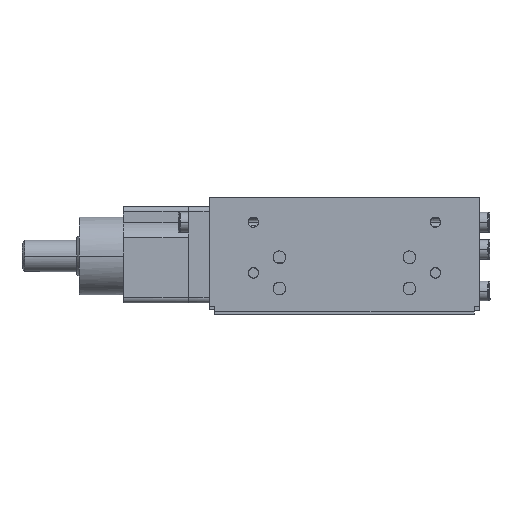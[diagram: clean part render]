
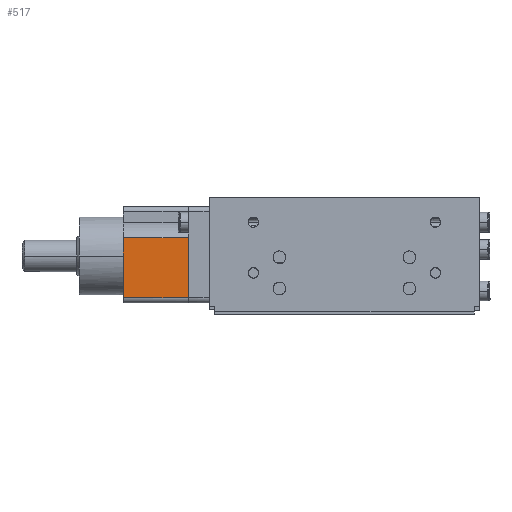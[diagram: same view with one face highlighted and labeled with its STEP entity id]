
A CAD part, left-side view. The second image highlights one B-rep face of the part: STEP entity #517.
In plain terms, the highlighted free-form (B-spline) face has degree [1, 1] with [2, 2] control points.
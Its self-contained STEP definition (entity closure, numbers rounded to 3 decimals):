
#517=ADVANCED_FACE('',(#998),#16190,.T.);
#998=FACE_OUTER_BOUND('',#1504,.T.);
#1504=EDGE_LOOP('',(#2751,#2752,#2753,#2754));
#2751=ORIENTED_EDGE('',*,*,#11723,.T.);
#2752=ORIENTED_EDGE('',*,*,#11724,.T.);
#2753=ORIENTED_EDGE('',*,*,#11708,.F.);
#2754=ORIENTED_EDGE('',*,*,#11725,.T.);
#6005=PCURVE('',#16383,#8434);
#6023=PCURVE('',#16190,#8452);
#6024=PCURVE('',#16190,#8453);
#6025=PCURVE('',#16190,#8454);
#6026=PCURVE('',#16190,#8455);
#6030=PCURVE('',#16387,#8459);
#6066=PCURVE('',#16194,#8495);
#6097=PCURVE('',#16197,#8526);
#8434=DEFINITIONAL_REPRESENTATION('',(#13550),#36450);
#8452=DEFINITIONAL_REPRESENTATION('',(#13576),#36450);
#8453=DEFINITIONAL_REPRESENTATION('',(#13578),#36450);
#8454=DEFINITIONAL_REPRESENTATION('',(#13579),#36450);
#8455=DEFINITIONAL_REPRESENTATION('',(#13581),#36450);
#8459=DEFINITIONAL_REPRESENTATION('',(#13585),#36450);
#8495=DEFINITIONAL_REPRESENTATION('',(#13619),#36450);
#8526=DEFINITIONAL_REPRESENTATION('',(#13648),#36450);
#10472=SURFACE_CURVE('',#13549,(#6005,#6025),.PCURVE_S1.);
#10487=SURFACE_CURVE('',#13575,(#6023,#6030),.PCURVE_S1.);
#10488=SURFACE_CURVE('',#13577,(#6024,#6066),.PCURVE_S1.);
#10489=SURFACE_CURVE('',#13580,(#6026,#6097),.PCURVE_S1.);
#11708=EDGE_CURVE('',#15609,#15612,#10472,.T.);
#11723=EDGE_CURVE('',#15623,#15624,#10487,.T.);
#11724=EDGE_CURVE('',#15624,#15612,#10488,.T.);
#11725=EDGE_CURVE('',#15609,#15623,#10489,.T.);
#13549=B_SPLINE_CURVE_WITH_KNOTS('',1,(#26228,#26229),.UNSPECIFIED.,.F.,
 .F.,(2,2),(-12.5,0.),.UNSPECIFIED.);
#13550=B_SPLINE_CURVE_WITH_KNOTS('',1,(#26230,#26231),.UNSPECIFIED.,.F.,
 .F.,(2,2),(-12.5,0.),.UNSPECIFIED.);
#13575=B_SPLINE_CURVE_WITH_KNOTS('',1,(#26301,#26302),.UNSPECIFIED.,.F.,
 .F.,(2,2),(-12.5,0.),.UNSPECIFIED.);
#13576=B_SPLINE_CURVE_WITH_KNOTS('',1,(#26303,#26304),.UNSPECIFIED.,.F.,
 .F.,(2,2),(-12.5,0.),.UNSPECIFIED.);
#13577=B_SPLINE_CURVE_WITH_KNOTS('',1,(#26305,#26306),.UNSPECIFIED.,.F.,
 .F.,(2,2),(-11.5,0.),.UNSPECIFIED.);
#13578=B_SPLINE_CURVE_WITH_KNOTS('',1,(#26307,#26308),.UNSPECIFIED.,.F.,
 .F.,(2,2),(-11.5,0.),.UNSPECIFIED.);
#13579=B_SPLINE_CURVE_WITH_KNOTS('',1,(#26309,#26310),.UNSPECIFIED.,.F.,
 .F.,(2,2),(-12.5,0.),.UNSPECIFIED.);
#13580=B_SPLINE_CURVE_WITH_KNOTS('',1,(#26311,#26312),.UNSPECIFIED.,.F.,
 .F.,(2,2),(0.,11.5),.UNSPECIFIED.);
#13581=B_SPLINE_CURVE_WITH_KNOTS('',1,(#26313,#26314),.UNSPECIFIED.,.F.,
 .F.,(2,2),(0.,11.5),.UNSPECIFIED.);
#13585=B_SPLINE_CURVE_WITH_KNOTS('',1,(#26327,#26328),.UNSPECIFIED.,.F.,
 .F.,(2,2),(-12.5,0.),.UNSPECIFIED.);
#13619=B_SPLINE_CURVE_WITH_KNOTS('',1,(#26475,#26476),.UNSPECIFIED.,.F.,
 .F.,(2,2),(-11.5,0.),.UNSPECIFIED.);
#13648=B_SPLINE_CURVE_WITH_KNOTS('',1,(#26589,#26590),.UNSPECIFIED.,.F.,
 .F.,(2,2),(0.,11.5),.UNSPECIFIED.);
#15609=VERTEX_POINT('',#25440);
#15612=VERTEX_POINT('',#25443);
#15623=VERTEX_POINT('',#25454);
#15624=VERTEX_POINT('',#25455);
#16190=B_SPLINE_SURFACE_WITH_KNOTS('',1,1,((#22752,#22753),(#22754,#22755)),
 .UNSPECIFIED.,.F.,.F.,.F.,(2,2),(2,2),(-18.77,-4.73),(-1.37,
13.87),.UNSPECIFIED.);
#16194=B_SPLINE_SURFACE_WITH_KNOTS('',1,1,((#22822,#22823),(#22824,#22825)),
 .UNSPECIFIED.,.F.,.F.,.F.,(2,2),(2,2),(-0.97,21.47),(-8.195,
1.945),.UNSPECIFIED.);
#16197=B_SPLINE_SURFACE_WITH_KNOTS('',1,1,((#22870,#22871),(#22872,#22873)),
 .UNSPECIFIED.,.F.,.F.,.F.,(2,2),(2,2),(-40.12,5.12),
(-22.72,2.72),.UNSPECIFIED.);
#16383=(
BOUNDED_SURFACE()
B_SPLINE_SURFACE(1,2,((#22676,#22677,#22678,#22679,#22680,#22681,#22682,
#22683,#22684),(#22685,#22686,#22687,#22688,#22689,#22690,#22691,#22692,
#22693)),.UNSPECIFIED.,.F.,.F.,.F.)
B_SPLINE_SURFACE_WITH_KNOTS((2,2),(3,2,2,2,3),(0.,15.24),(0.,1.571,
3.142,4.712,6.283),.UNSPECIFIED.)
GEOMETRIC_REPRESENTATION_ITEM()
RATIONAL_B_SPLINE_SURFACE(((1.,0.707,1.,0.707,1.,
0.707,1.,0.707,1.),(1.,0.707,1.,0.707,
1.,0.707,1.,0.707,1.)))
REPRESENTATION_ITEM('')
SURFACE()
);
#16387=(
BOUNDED_SURFACE()
B_SPLINE_SURFACE(2,1,((#22756,#22757),(#22758,#22759),(#22760,#22761),(#22762,
#22763),(#22764,#22765),(#22766,#22767),(#22768,#22769),(#22770,#22771),
(#22772,#22773)),.UNSPECIFIED.,.T.,.F.,.F.)
B_SPLINE_SURFACE_WITH_KNOTS((3,2,2,2,3),(2,2),(0.,1.571,3.142,
4.712,6.283),(0.,15.24),.UNSPECIFIED.)
GEOMETRIC_REPRESENTATION_ITEM()
RATIONAL_B_SPLINE_SURFACE(((1.,1.),(0.707,0.707),
(1.,1.),(0.707,0.707),(1.,1.),(0.707,
0.707),(1.,1.),(0.707,0.707),(1.,1.)))
REPRESENTATION_ITEM('')
SURFACE()
);
#22676=CARTESIAN_POINT('',(-25.686,42.742,17.655));
#22677=CARTESIAN_POINT('',(-25.686,42.742,13.655));
#22678=CARTESIAN_POINT('',(-21.686,42.742,13.655));
#22679=CARTESIAN_POINT('',(-17.686,42.742,13.655));
#22680=CARTESIAN_POINT('',(-17.686,42.742,17.655));
#22681=CARTESIAN_POINT('',(-17.686,42.742,21.655));
#22682=CARTESIAN_POINT('',(-21.686,42.742,21.655));
#22683=CARTESIAN_POINT('',(-25.686,42.742,21.655));
#22684=CARTESIAN_POINT('',(-25.686,42.742,17.655));
#22685=CARTESIAN_POINT('',(-25.686,27.502,17.655));
#22686=CARTESIAN_POINT('',(-25.686,27.502,13.655));
#22687=CARTESIAN_POINT('',(-21.686,27.502,13.655));
#22688=CARTESIAN_POINT('',(-17.686,27.502,13.655));
#22689=CARTESIAN_POINT('',(-17.686,27.502,17.655));
#22690=CARTESIAN_POINT('',(-17.686,27.502,21.655));
#22691=CARTESIAN_POINT('',(-21.686,27.502,21.655));
#22692=CARTESIAN_POINT('',(-25.686,27.502,21.655));
#22693=CARTESIAN_POINT('',(-25.686,27.502,17.655));
#22752=CARTESIAN_POINT('',(-18.936,27.502,1.98));
#22753=CARTESIAN_POINT('',(-18.936,42.742,1.98));
#22754=CARTESIAN_POINT('',(-18.936,27.502,16.02));
#22755=CARTESIAN_POINT('',(-18.936,42.742,16.02));
#22756=CARTESIAN_POINT('',(-16.936,27.502,3.25));
#22757=CARTESIAN_POINT('',(-16.936,42.742,3.25));
#22758=CARTESIAN_POINT('',(-16.936,27.502,2.25));
#22759=CARTESIAN_POINT('',(-16.936,42.742,2.25));
#22760=CARTESIAN_POINT('',(-17.936,27.502,2.25));
#22761=CARTESIAN_POINT('',(-17.936,42.742,2.25));
#22762=CARTESIAN_POINT('',(-18.936,27.502,2.25));
#22763=CARTESIAN_POINT('',(-18.936,42.742,2.25));
#22764=CARTESIAN_POINT('',(-18.936,27.502,3.25));
#22765=CARTESIAN_POINT('',(-18.936,42.742,3.25));
#22766=CARTESIAN_POINT('',(-18.936,27.502,4.25));
#22767=CARTESIAN_POINT('',(-18.936,42.742,4.25));
#22768=CARTESIAN_POINT('',(-17.936,27.502,4.25));
#22769=CARTESIAN_POINT('',(-17.936,42.742,4.25));
#22770=CARTESIAN_POINT('',(-16.936,27.502,4.25));
#22771=CARTESIAN_POINT('',(-16.936,42.742,4.25));
#22772=CARTESIAN_POINT('',(-16.936,27.502,3.25));
#22773=CARTESIAN_POINT('',(-16.936,42.742,3.25));
#22822=CARTESIAN_POINT('',(-25.881,28.872,0.28));
#22823=CARTESIAN_POINT('',(-15.741,28.872,0.28));
#22824=CARTESIAN_POINT('',(-25.881,28.872,22.72));
#22825=CARTESIAN_POINT('',(-15.741,28.872,22.72));
#22870=CARTESIAN_POINT('',(-22.806,41.372,23.97));
#22871=CARTESIAN_POINT('',(-22.806,41.372,-1.47));
#22872=CARTESIAN_POINT('',(22.434,41.372,23.97));
#22873=CARTESIAN_POINT('',(22.434,41.372,-1.47));
#25440=CARTESIAN_POINT('',(-18.936,41.372,14.75));
#25443=CARTESIAN_POINT('',(-18.936,28.872,14.75));
#25454=CARTESIAN_POINT('',(-18.936,41.372,3.25));
#25455=CARTESIAN_POINT('',(-18.936,28.872,3.25));
#26228=CARTESIAN_POINT('',(-18.936,41.372,14.75));
#26229=CARTESIAN_POINT('',(-18.936,28.872,14.75));
#26230=CARTESIAN_POINT('',(1.37,2.33));
#26231=CARTESIAN_POINT('',(13.87,2.33));
#26301=CARTESIAN_POINT('',(-18.936,41.372,3.25));
#26302=CARTESIAN_POINT('',(-18.936,28.872,3.25));
#26303=CARTESIAN_POINT('',(-17.5,12.5));
#26304=CARTESIAN_POINT('',(-17.5,0.));
#26305=CARTESIAN_POINT('',(-18.936,28.872,3.25));
#26306=CARTESIAN_POINT('',(-18.936,28.872,14.75));
#26307=CARTESIAN_POINT('',(-17.5,0.));
#26308=CARTESIAN_POINT('',(-6.,0.));
#26309=CARTESIAN_POINT('',(-6.,12.5));
#26310=CARTESIAN_POINT('',(-6.,0.));
#26311=CARTESIAN_POINT('',(-18.936,41.372,14.75));
#26312=CARTESIAN_POINT('',(-18.936,41.372,3.25));
#26313=CARTESIAN_POINT('',(-6.,12.5));
#26314=CARTESIAN_POINT('',(-17.5,12.5));
#26327=CARTESIAN_POINT('',(3.142,13.87));
#26328=CARTESIAN_POINT('',(3.142,1.37));
#26475=CARTESIAN_POINT('',(2.,-1.25));
#26476=CARTESIAN_POINT('',(13.5,-1.25));
#26589=CARTESIAN_POINT('',(-36.25,-13.5));
#26590=CARTESIAN_POINT('',(-36.25,-2.));
#36450=(
GEOMETRIC_REPRESENTATION_CONTEXT(2)
PARAMETRIC_REPRESENTATION_CONTEXT()
REPRESENTATION_CONTEXT('pspace','')
);
